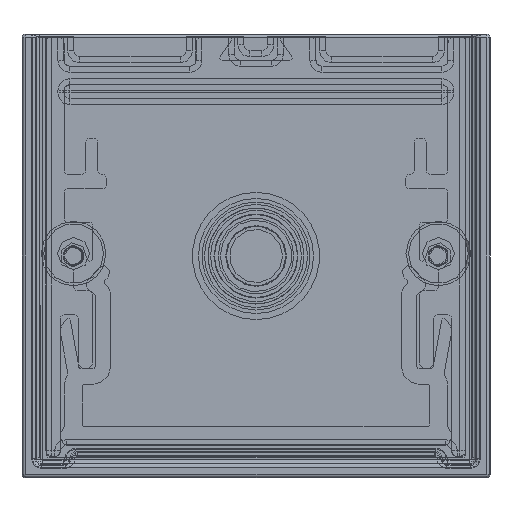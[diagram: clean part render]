
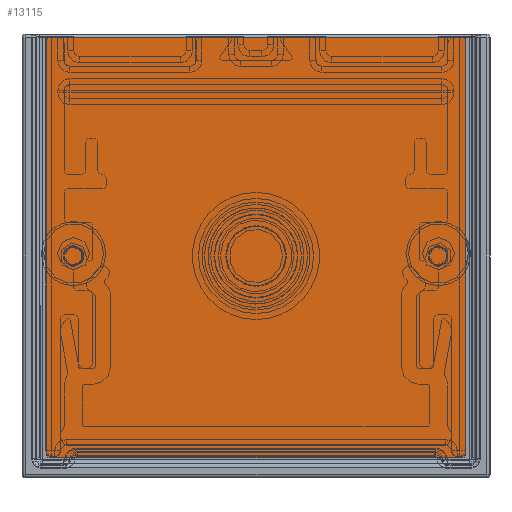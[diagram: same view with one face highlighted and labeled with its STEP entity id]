
A CAD part, front view. The second image highlights one B-rep face of the part: STEP entity #13115.
In plain terms, the highlighted planar face has unit normal (0, -1, 0).
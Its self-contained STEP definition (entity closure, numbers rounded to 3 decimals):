
#468=PLANE('',#14802);
#1435=LINE('',#24074,#2421);
#1438=LINE('',#24080,#2424);
#1439=LINE('',#24084,#2425);
#1440=LINE('',#24088,#2426);
#2421=VECTOR('',#19068,10.);
#2424=VECTOR('',#19073,10.);
#2425=VECTOR('',#19076,10.);
#2426=VECTOR('',#19079,10.);
#3211=FACE_OUTER_BOUND('',#4029,.T.);
#4029=EDGE_LOOP('',(#11897,#11898,#11899,#11900,#11901,#11902,#11903,#11904));
#4947=CIRCLE('',#14799,0.3);
#4949=CIRCLE('',#14803,0.3);
#4950=CIRCLE('',#14804,0.3);
#4951=CIRCLE('',#14805,0.3);
#6151=VERTEX_POINT('',#24064);
#6152=VERTEX_POINT('',#24065);
#6155=VERTEX_POINT('',#24073);
#6157=VERTEX_POINT('',#24079);
#6158=VERTEX_POINT('',#24081);
#6159=VERTEX_POINT('',#24083);
#6160=VERTEX_POINT('',#24085);
#6161=VERTEX_POINT('',#24087);
#8069=EDGE_CURVE('',#6151,#6152,#4947,.T.);
#8073=EDGE_CURVE('',#6152,#6155,#1435,.T.);
#8076=EDGE_CURVE('',#6157,#6151,#1438,.T.);
#8077=EDGE_CURVE('',#6158,#6157,#4949,.T.);
#8078=EDGE_CURVE('',#6159,#6158,#1439,.T.);
#8079=EDGE_CURVE('',#6160,#6159,#4950,.T.);
#8080=EDGE_CURVE('',#6161,#6160,#1440,.T.);
#8081=EDGE_CURVE('',#6155,#6161,#4951,.T.);
#11897=ORIENTED_EDGE('',*,*,#8069,.F.);
#11898=ORIENTED_EDGE('',*,*,#8076,.F.);
#11899=ORIENTED_EDGE('',*,*,#8077,.F.);
#11900=ORIENTED_EDGE('',*,*,#8078,.F.);
#11901=ORIENTED_EDGE('',*,*,#8079,.F.);
#11902=ORIENTED_EDGE('',*,*,#8080,.F.);
#11903=ORIENTED_EDGE('',*,*,#8081,.F.);
#11904=ORIENTED_EDGE('',*,*,#8073,.F.);
#13115=ADVANCED_FACE('',(#3211),#468,.T.);
#14799=AXIS2_PLACEMENT_3D('',#24066,#19060,#19061);
#14802=AXIS2_PLACEMENT_3D('',#24078,#19071,#19072);
#14803=AXIS2_PLACEMENT_3D('',#24082,#19074,#19075);
#14804=AXIS2_PLACEMENT_3D('',#24086,#19077,#19078);
#14805=AXIS2_PLACEMENT_3D('',#24089,#19080,#19081);
#19060=DIRECTION('center_axis',(0.,1.,0.));
#19061=DIRECTION('ref_axis',(0.707,0.,0.707));
#19068=DIRECTION('',(0.,0.,-1.));
#19071=DIRECTION('center_axis',(0.,-1.,0.));
#19072=DIRECTION('ref_axis',(0.,0.,
1.));
#19073=DIRECTION('',(1.,0.,0.));
#19074=DIRECTION('center_axis',(0.,1.,0.));
#19075=DIRECTION('ref_axis',(-0.707,0.,0.707));
#19076=DIRECTION('',(0.,0.,1.));
#19077=DIRECTION('center_axis',(0.,1.,0.));
#19078=DIRECTION('ref_axis',(-0.707,0.,-0.707));
#19079=DIRECTION('',(-1.,0.,0.));
#19080=DIRECTION('center_axis',(0.,1.,0.));
#19081=DIRECTION('ref_axis',(0.707,0.,-0.707));
#24064=CARTESIAN_POINT('',(17.2,-1408.5,-0.1));
#24065=CARTESIAN_POINT('',(17.5,-1408.5,-0.4));
#24066=CARTESIAN_POINT('Origin',(17.2,-1408.5,-0.4));
#24073=CARTESIAN_POINT('',(17.5,-1408.5,-34.8));
#24074=CARTESIAN_POINT('',(17.5,-1408.5,-0.1));
#24078=CARTESIAN_POINT('Origin',(0.,-1408.5,
-17.6));
#24079=CARTESIAN_POINT('',(-17.2,-1408.5,-0.1));
#24080=CARTESIAN_POINT('',(-17.5,-1408.5,-0.1));
#24081=CARTESIAN_POINT('',(-17.5,-1408.5,-0.4));
#24082=CARTESIAN_POINT('Origin',(-17.2,-1408.5,-0.4));
#24083=CARTESIAN_POINT('',(-17.5,-1408.5,-34.8));
#24084=CARTESIAN_POINT('',(-17.5,-1408.5,-35.1));
#24085=CARTESIAN_POINT('',(-17.2,-1408.5,-35.1));
#24086=CARTESIAN_POINT('Origin',(-17.2,-1408.5,-34.8));
#24087=CARTESIAN_POINT('',(17.2,-1408.5,-35.1));
#24088=CARTESIAN_POINT('',(17.5,-1408.5,-35.1));
#24089=CARTESIAN_POINT('Origin',(17.2,-1408.5,-34.8));
